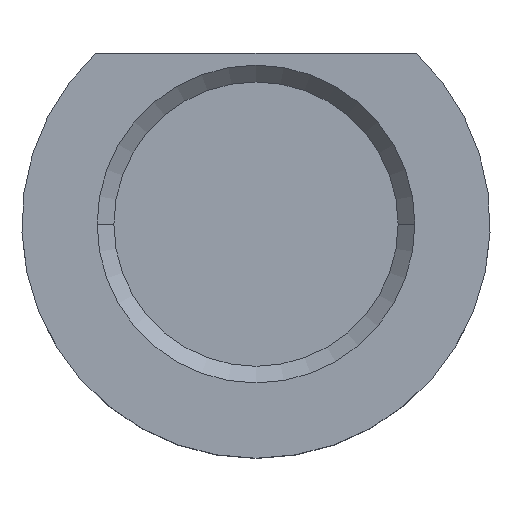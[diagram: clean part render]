
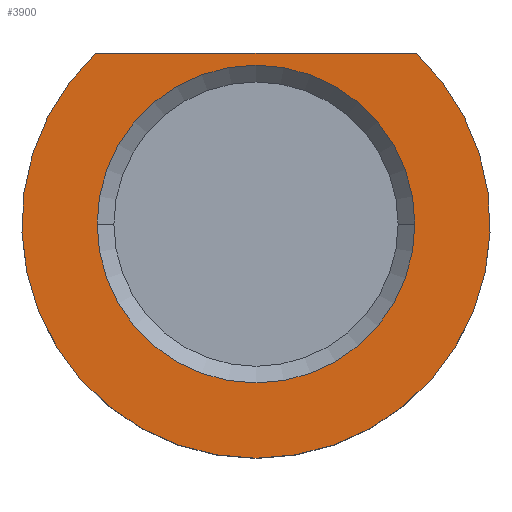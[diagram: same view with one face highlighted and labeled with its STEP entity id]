
A CAD part, top view. The second image highlights one B-rep face of the part: STEP entity #3900.
In plain terms, the highlighted planar face has unit normal (0, 0, 1).
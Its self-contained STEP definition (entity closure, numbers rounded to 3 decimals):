
#3510=CARTESIAN_POINT('',(0.,0.,25.));
#3520=DIRECTION('',(0.,0.,1.));
#3530=DIRECTION('',(1.,0.,0.));
#3540=AXIS2_PLACEMENT_3D('',#3510,#3520,#3530);
#3550=PLANE('',#3540);
#3560=CARTESIAN_POINT('',(0.,0.,25.));
#3570=DIRECTION('',(0.,0.,1.));
#3580=DIRECTION('',(1.,0.,0.));
#3590=AXIS2_PLACEMENT_3D('',#3560,#3570,#3580);
#3600=CIRCLE('',#3590,4.75);
#3610=CARTESIAN_POINT('',(4.75,0.,25.));
#3620=VERTEX_POINT('745731-1237373297-15c55b27c6-0 71808',#3610);
#3630=CARTESIAN_POINT('',(-4.75,0.,25.));
#3640=VERTEX_POINT('',#3630);
#3650=EDGE_CURVE('745731-1237373297-15c55b27c6-0 76143',#3620,#3640,
#3600,.T.);
#3660=ORIENTED_EDGE('',*,*,#3650,.F.);
#3670=EDGE_CURVE('745731-1237373297-15c55b27c6-0 76143',#3640,#3620,
#3600,.T.);
#3680=ORIENTED_EDGE('',*,*,#3670,.F.);
#3690=EDGE_LOOP('',(#3680,#3660));
#3700=FACE_BOUND('',#3690,.T.);
#3710=CARTESIAN_POINT('',(0.,5.1,25.));
#3720=DIRECTION('',(-1.,0.,0.));
#3730=VECTOR('',#3720,1.);
#3740=LINE('',#3710,#3730);
#3750=CARTESIAN_POINT('',(4.795,5.1,25.));
#3760=VERTEX_POINT('624656-1467968455-94de80b037bf-0 390196',#3750);
#3770=CARTESIAN_POINT('',(-4.795,5.1,25.));
#3780=VERTEX_POINT('624656-1467968455-94de80b037bf-0 387764',#3770);
#3790=EDGE_CURVE('624656-1467968455-94de80b037bf-0 419566',#3760,#3780,
#3740,.T.);
#3800=ORIENTED_EDGE('',*,*,#3790,.T.);
#3810=CARTESIAN_POINT('',(0.,0.,25.));
#3820=DIRECTION('',(0.,0.,1.));
#3830=DIRECTION('',(1.,0.,0.));
#3840=AXIS2_PLACEMENT_3D('',#3810,#3820,#3830);
#3850=CIRCLE('',#3840,7.);
#3860=EDGE_CURVE('624656-1467968455-94de80b037bf-0 419549',#3780,#3760,
#3850,.T.);
#3870=ORIENTED_EDGE('',*,*,#3860,.T.);
#3880=EDGE_LOOP('',(#3870,#3800));
#3890=FACE_OUTER_BOUND('',#3880,.T.);
#3900=ADVANCED_FACE('745731-1237373297-15c55b27c6-0 6069',(#3700,#3890),
#3550,.T.);
